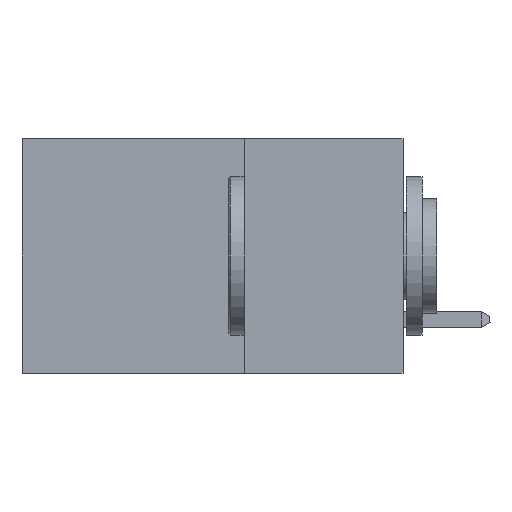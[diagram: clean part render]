
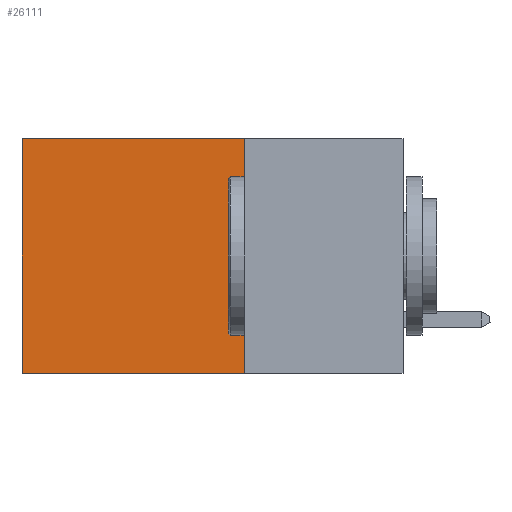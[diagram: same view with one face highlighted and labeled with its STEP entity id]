
A CAD part, left-side view. The second image highlights one B-rep face of the part: STEP entity #26111.
In plain terms, the highlighted planar face has unit normal (-1, 0, 0).
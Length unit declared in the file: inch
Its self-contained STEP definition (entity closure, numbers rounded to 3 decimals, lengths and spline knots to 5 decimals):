
#1830 = VECTOR ( 'NONE', #21118, 39.37008 ) ;
#3096 = VECTOR ( 'NONE', #17550, 39.37008 ) ;
#5261 = VECTOR ( 'NONE', #12623, 39.37008 ) ;
#5761 = ORIENTED_EDGE ( 'NONE', *, *, #12560, .T. ) ;
#6082 = EDGE_LOOP ( 'NONE', ( #5761, #17301, #26646, #15333 ) ) ;
#7445 = LINE ( 'NONE', #14990, #1830 ) ;
#8267 = CARTESIAN_POINT ( 'NONE',  ( 0.2875, 0.6, 0. ) ) ;
#8595 = DIRECTION ( 'NONE',  ( 1., 0., 0. ) ) ;
#8647 = VERTEX_POINT ( 'NONE', #20657 ) ;
#8900 = CARTESIAN_POINT ( 'NONE',  ( 0.2875, 0.6, 0. ) ) ;
#9882 = EDGE_CURVE ( 'NONE', #25155, #22986, #25776, .T. ) ;
#11535 = LINE ( 'NONE', #23171, #5261 ) ;
#11934 = EDGE_CURVE ( 'NONE', #25155, #16203, #7445, .T. ) ;
#12560 = EDGE_CURVE ( 'NONE', #22986, #8647, #23567, .T. ) ;
#12574 = VECTOR ( 'NONE', #16287, 39.37008 ) ;
#12623 = DIRECTION ( 'NONE',  ( 0., 1., 0. ) ) ;
#14562 = CARTESIAN_POINT ( 'NONE',  ( 0.2875, 0.25, -0.37 ) ) ;
#14990 = CARTESIAN_POINT ( 'NONE',  ( 0.2875, 0.25, 0. ) ) ;
#15333 = ORIENTED_EDGE ( 'NONE', *, *, #9882, .T. ) ;
#15815 = CARTESIAN_POINT ( 'NONE',  ( 0.2875, 0.25, 0. ) ) ;
#16203 = VERTEX_POINT ( 'NONE', #14562 ) ;
#16287 = DIRECTION ( 'NONE',  ( 0., 1., 0. ) ) ;
#17301 = ORIENTED_EDGE ( 'NONE', *, *, #17751, .F. ) ;
#17550 = DIRECTION ( 'NONE',  ( 0., 0., -1. ) ) ;
#17751 = EDGE_CURVE ( 'NONE', #16203, #8647, #11535, .T. ) ;
#19017 = PLANE ( 'NONE',  #22164 ) ;
#20657 = CARTESIAN_POINT ( 'NONE',  ( 0.2875, 0.6, -0.37 ) ) ;
#20963 = CARTESIAN_POINT ( 'NONE',  ( 0.2875, 0.25, 0. ) ) ;
#21118 = DIRECTION ( 'NONE',  ( 0., 0., -1. ) ) ;
#22164 = AXIS2_PLACEMENT_3D ( 'NONE', #20963, #8595, #23183 ) ;
#22986 = VERTEX_POINT ( 'NONE', #8267 ) ;
#23171 = CARTESIAN_POINT ( 'NONE',  ( 0.2875, 0.25, -0.37 ) ) ;
#23183 = DIRECTION ( 'NONE',  ( 0., 0., -1. ) ) ;
#23567 = LINE ( 'NONE', #8900, #3096 ) ;
#24547 = CARTESIAN_POINT ( 'NONE',  ( 0.2875, 0.25, 0. ) ) ;
#25155 = VERTEX_POINT ( 'NONE', #15815 ) ;
#25776 = LINE ( 'NONE', #24547, #12574 ) ;
#26111 = ADVANCED_FACE ( 'NONE', ( #26352 ), #19017, .F. ) ;
#26352 = FACE_OUTER_BOUND ( 'NONE', #6082, .T. ) ;
#26646 = ORIENTED_EDGE ( 'NONE', *, *, #11934, .F. ) ;
